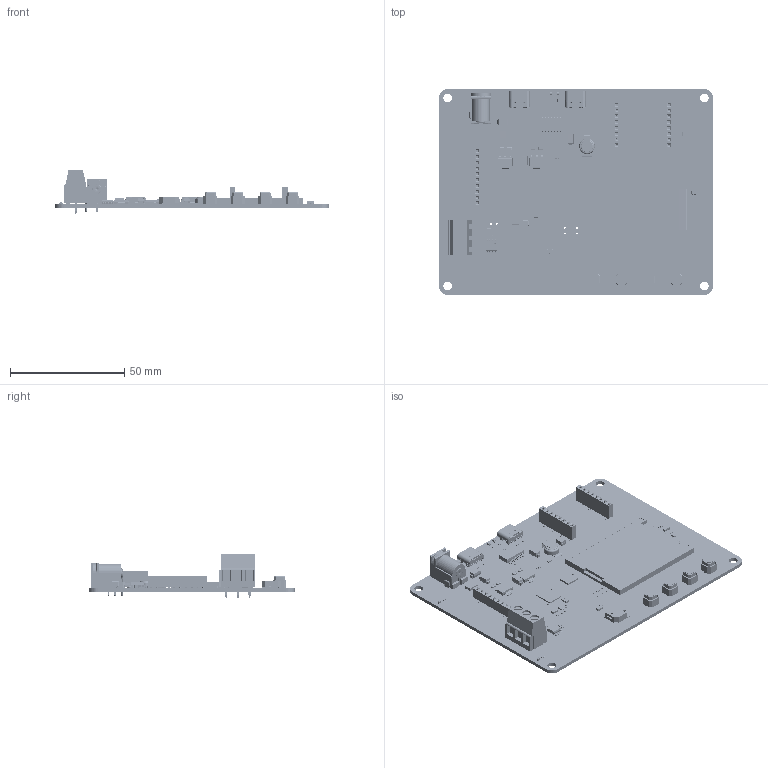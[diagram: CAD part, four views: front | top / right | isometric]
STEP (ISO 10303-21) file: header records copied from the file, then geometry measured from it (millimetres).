
FILE_DESCRIPTION(('Open CASCADE Model'),'2;1');
FILE_NAME('Open CASCADE Shape Model','2021-05-22T07:57:43',('Author'),( 'Open CASCADE'),'Open CASCADE STEP processor 6.8','Open CASCADE 6.8' ,'Unknown');
FILE_SCHEMA(('AUTOMOTIVE_DESIGN { 1 0 10303 214 1 1 1 1 }'));
Length unit declared in the file: millimetre
Products named in the file (149): PCB; Board; Open CASCADE STEP translator 6.8 2.1.1; R23; 0603_SMD_Resistor; R18; R7; R0603; 6821541696; Extruded; C22; C0402; 6821539616; C5; C4; D6; DO-214AC_SMA; U1; UFQFPN48-7x7mm_STM; 6959785248; L1; L0603; 6821542416; C21; User_Library-AVX_BCASE; R22; R21; R20; R19; R0402; Q2; ABS07; ABS07_Body_2; ABS07_Body2_2; ABS07_Beschriftung_2; ABS07_Pads_2; Q1; Crystal_3225; D10; User_Library-LTST-C190TBKT ...
Assembly tree (246 placements, depth 4):
  PCB
    Board
      Open CASCADE STEP translator 6.8 2.1.1
    R23
      0603_SMD_Resistor
    R18
      0603_SMD_Resistor
    R7
      R0603
      6821541696
        Extruded
    C22
      C0402
      6821539616
        Extruded
    C5
      C0402
      6821539616
        Extruded
    C4
      C0402
      6821539616
        Extruded
    D6
      DO-214AC_SMA
    U1
      UFQFPN48-7x7mm_STM
      6959785248
        Extruded
    L1
      L0603
      6821542416
        Extruded
    C21
      User_Library-AVX_BCASE
    R22
      0603_SMD_Resistor
    R21
      0603_SMD_Resistor
    R20
      0603_SMD_Resistor
    R19
      R0402
      6821539616
        Extruded
    Q2
      ABS07
        ABS07_Body_2
        ABS07_Body2_2
        ABS07_Beschriftung_2
        ABS07_Pads_2
    Q1
      Crystal_3225
    D10
      User_Library-LTST-C190TBKT
        User_Library-LTST-C190TBKT_Pad
        User_Library-LTST-C190TBKT_Pad005
        User_Library-LTST-C190TBKT_Pad001
        User_Library-LTST-C190TBKT_Pad004
        User_Library-LTST-C190TBKT_Pad003
Bounding box: 120.01 x 90 x 19.3 mm (x, y, z)
Volume: 25778.1 mm3; surface area: 37628.5 mm2
Topology: 318 solids, 342 shells, 14610 faces, 37843 edges, 23648 vertices
Faces by surface type: plane 8132, cylinder 3877, bspline 1917, sphere 471, revolution 104, cone 60, torus 49
Full cylindrical faces by diameter (mm): 0.356 x1, 0.5 x6, 0.65 x4, 0.813 x4, 0.889 x2, 1.149 x1, 1.6 x3, 3.81 x4, 4.4 x4
Entity records: 265629 total; most frequent: CARTESIAN_POINT 58523, ORIENTED_EDGE 36274, DIRECTION 33031, EDGE_CURVE 18137, LINE 13345, VECTOR 13345, VERTEX_POINT 11690, AXIS2_PLACEMENT_3D 9839
